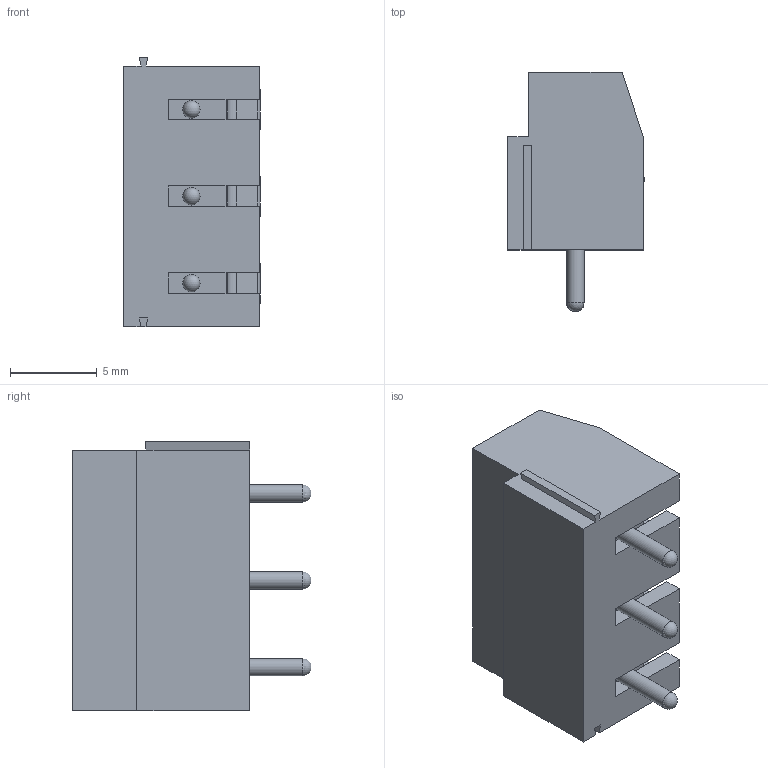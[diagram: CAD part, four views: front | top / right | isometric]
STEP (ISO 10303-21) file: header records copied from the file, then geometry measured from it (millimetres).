
FILE_DESCRIPTION( ( '' ), ' ' );
FILE_NAME( '5bc43837061ea114d109d812.step', '2018-10-15T06:48:24', ( '' ), ( '' ), ' ', ' ', ' ' );
FILE_SCHEMA( ( 'AUTOMOTIVE_DESIGN { 1 0 10303 214 1 1 1 1 }' ) );
Length unit declared in the file: metre
Products named in the file (4): Assem1; Inner; Screw; Outter
Assembly tree (7 placements, depth 2):
  Assem1
    Inner  x3
    Screw  x3
    Outter
Bounding box: 7.87 x 13.75 x 15.5 mm (x, y, z)
Volume: 844.5 mm3; surface area: 1916.8 mm2
Topology: 7 solids, 7 shells, 425 faces, 1029 edges, 621 vertices
Faces by surface type: plane 167, cylinder 105, bspline 84, sphere 33, torus 30, cone 6
Full cylindrical faces by diameter (mm): 1 x3, 2 x9, 4 x6
Entity records: 8080 total; most frequent: CARTESIAN_POINT 2599, ORIENTED_EDGE 834, DIRECTION 818, EDGE_CURVE 417, AXIS2_PLACEMENT_3D 294, VERTEX_POINT 263, LINE 230, VECTOR 230
